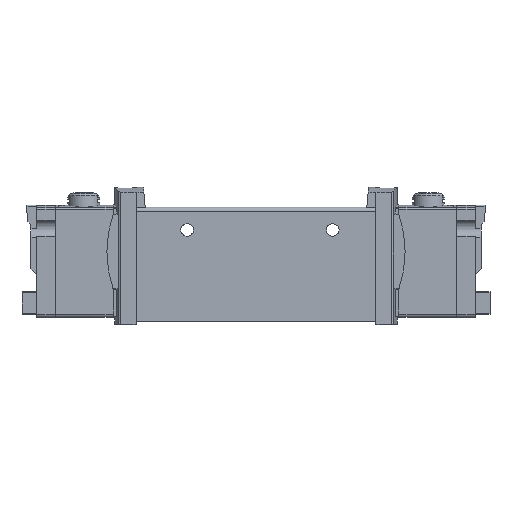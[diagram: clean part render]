
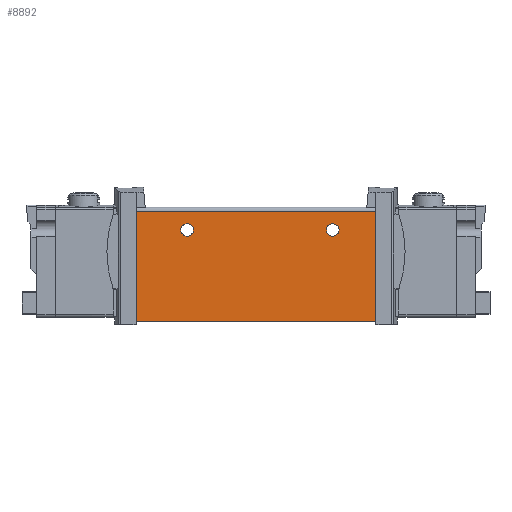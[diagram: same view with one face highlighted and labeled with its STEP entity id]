
A CAD part, top view. The second image highlights one B-rep face of the part: STEP entity #8892.
In plain terms, the highlighted planar face has unit normal (0, 0, 1).
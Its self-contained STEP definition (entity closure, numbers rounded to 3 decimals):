
#106=PLANE('',#9573);
#715=LINE('',#13837,#1645);
#718=LINE('',#13847,#1648);
#719=LINE('',#13849,#1649);
#720=LINE('',#13851,#1650);
#1645=VECTOR('',#10855,1000.);
#1648=VECTOR('',#10866,1000.);
#1649=VECTOR('',#10867,1000.);
#1650=VECTOR('',#10868,1000.);
#2880=ORIENTED_EDGE('',*,*,#5406,.F.);
#2881=ORIENTED_EDGE('',*,*,#5407,.F.);
#2882=ORIENTED_EDGE('',*,*,#5408,.T.);
#2883=ORIENTED_EDGE('',*,*,#5409,.F.);
#2884=ORIENTED_EDGE('',*,*,#5410,.F.);
#2885=ORIENTED_EDGE('',*,*,#5402,.T.);
#5402=EDGE_CURVE('',#6658,#6657,#715,.T.);
#5406=EDGE_CURVE('',#6659,#6659,#7324,.T.);
#5407=EDGE_CURVE('',#6660,#6660,#7325,.T.);
#5408=EDGE_CURVE('',#6657,#6661,#718,.T.);
#5409=EDGE_CURVE('',#6662,#6661,#719,.T.);
#5410=EDGE_CURVE('',#6658,#6662,#720,.T.);
#6657=VERTEX_POINT('',#13836);
#6658=VERTEX_POINT('',#13838);
#6659=VERTEX_POINT('',#13844);
#6660=VERTEX_POINT('',#13846);
#6661=VERTEX_POINT('',#13848);
#6662=VERTEX_POINT('',#13850);
#7324=CIRCLE('',#9574,1.6);
#7325=CIRCLE('',#9575,1.6);
#7615=EDGE_LOOP('',(#2880));
#7616=EDGE_LOOP('',(#2881));
#7617=EDGE_LOOP('',(#2882,#2883,#2884,#2885));
#8211=FACE_BOUND('',#7615,.T.);
#8212=FACE_BOUND('',#7616,.T.);
#8213=FACE_BOUND('',#7617,.T.);
#8892=ADVANCED_FACE('',(#8211,#8212,#8213),#106,.F.);
#9573=AXIS2_PLACEMENT_3D('',#13842,#10860,#10861);
#9574=AXIS2_PLACEMENT_3D('',#13843,#10862,#10863);
#9575=AXIS2_PLACEMENT_3D('',#13845,#10864,#10865);
#10855=DIRECTION('',(-1.,0.,0.));
#10860=DIRECTION('',(0.,0.,-1.));
#10861=DIRECTION('',(-1.,0.,0.));
#10862=DIRECTION('',(0.,0.,1.));
#10863=DIRECTION('',(1.,0.,0.));
#10864=DIRECTION('',(0.,0.,1.));
#10865=DIRECTION('',(1.,0.,0.));
#10866=DIRECTION('',(0.,-1.,0.));
#10867=DIRECTION('',(-1.,0.,0.));
#10868=DIRECTION('',(0.,-1.,0.));
#13836=CARTESIAN_POINT('',(-30.45,28.,7.2));
#13837=CARTESIAN_POINT('',(30.45,28.,7.2));
#13838=CARTESIAN_POINT('',(30.45,28.,7.2));
#13842=CARTESIAN_POINT('',(30.45,28.,7.2));
#13843=CARTESIAN_POINT('',(-17.5,23.2,7.2));
#13844=CARTESIAN_POINT('',(-15.9,23.2,7.2));
#13845=CARTESIAN_POINT('',(19.5,23.2,7.2));
#13846=CARTESIAN_POINT('',(21.1,23.2,7.2));
#13847=CARTESIAN_POINT('',(-30.45,28.,7.2));
#13848=CARTESIAN_POINT('',(-30.45,0.,7.2));
#13849=CARTESIAN_POINT('',(30.45,0.,7.2));
#13850=CARTESIAN_POINT('',(30.45,0.,7.2));
#13851=CARTESIAN_POINT('',(30.45,28.,7.2));
